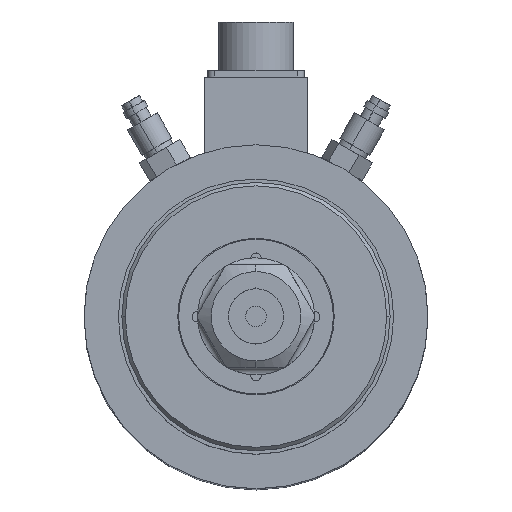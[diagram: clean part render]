
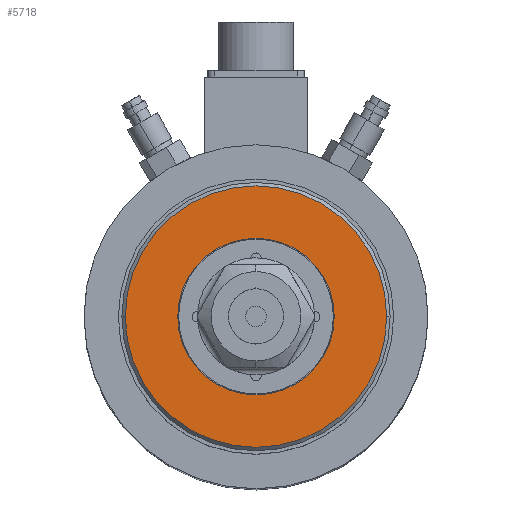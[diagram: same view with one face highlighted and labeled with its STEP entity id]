
A CAD part, top view. The second image highlights one B-rep face of the part: STEP entity #5718.
In plain terms, the highlighted planar face has unit normal (0, 0, 1).
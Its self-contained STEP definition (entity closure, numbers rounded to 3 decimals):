
#61 = EDGE_CURVE ( 'NONE', #6031, #7118, #4865, .T. ) ;
#365 = PLANE ( 'NONE',  #5901 ) ;
#765 = ORIENTED_EDGE ( 'NONE', *, *, #61, .F. ) ;
#820 = FACE_OUTER_BOUND ( 'NONE', #7574, .T. ) ;
#956 = DIRECTION ( 'NONE',  ( 1., 0., 0. ) ) ;
#1014 = CARTESIAN_POINT ( 'NONE',  ( 0., 0., 10. ) ) ;
#1062 = DIRECTION ( 'NONE',  ( 0., 0., 1. ) ) ;
#1451 = FACE_BOUND ( 'NONE', #6543, .T. ) ;
#1552 = CARTESIAN_POINT ( 'NONE',  ( 0., 0., 10. ) ) ;
#1714 = EDGE_CURVE ( 'NONE', #2581, #3602, #2819, .T. ) ;
#1867 = CARTESIAN_POINT ( 'NONE',  ( 0., 0., 10. ) ) ;
#2107 = ORIENTED_EDGE ( 'NONE', *, *, #5646, .T. ) ;
#2314 = CARTESIAN_POINT ( 'NONE',  ( 0., 0., 10. ) ) ;
#2336 = DIRECTION ( 'NONE',  ( 0., 0., 1. ) ) ;
#2507 = DIRECTION ( 'NONE',  ( 1., 0., 0. ) ) ;
#2581 = VERTEX_POINT ( 'NONE', #2997 ) ;
#2632 = CARTESIAN_POINT ( 'NONE',  ( 0., 0., 10. ) ) ;
#2819 = CIRCLE ( 'NONE', #4886, 38. ) ;
#2997 = CARTESIAN_POINT ( 'NONE',  ( -38., 0., 10. ) ) ;
#3040 = EDGE_CURVE ( 'NONE', #7118, #6031, #4166, .T. ) ;
#3240 = CARTESIAN_POINT ( 'NONE',  ( 38., 0., 10. ) ) ;
#3602 = VERTEX_POINT ( 'NONE', #3240 ) ;
#3848 = DIRECTION ( 'NONE',  ( 0., 0., 1. ) ) ;
#4166 = CIRCLE ( 'NONE', #4208, 22.75 ) ;
#4208 = AXIS2_PLACEMENT_3D ( 'NONE', #2314, #2336, #4301 ) ;
#4281 = DIRECTION ( 'NONE',  ( 1., 0., 0. ) ) ;
#4301 = DIRECTION ( 'NONE',  ( 1., 0., 0. ) ) ;
#4486 = DIRECTION ( 'NONE',  ( 0., 0., 1. ) ) ;
#4491 = DIRECTION ( 'NONE',  ( 1., 0., 0. ) ) ;
#4740 = AXIS2_PLACEMENT_3D ( 'NONE', #2632, #3848, #4281 ) ;
#4865 = CIRCLE ( 'NONE', #6193, 22.75 ) ;
#4886 = AXIS2_PLACEMENT_3D ( 'NONE', #1867, #6552, #2507 ) ;
#5343 = ORIENTED_EDGE ( 'NONE', *, *, #1714, .T. ) ;
#5499 = CARTESIAN_POINT ( 'NONE',  ( -22.75, 0., 10. ) ) ;
#5646 = EDGE_CURVE ( 'NONE', #3602, #2581, #5998, .T. ) ;
#5718 = ADVANCED_FACE ( 'NONE', ( #1451, #820 ), #365, .T. ) ;
#5831 = CARTESIAN_POINT ( 'NONE',  ( 22.75, 0., 10. ) ) ;
#5901 = AXIS2_PLACEMENT_3D ( 'NONE', #1552, #4486, #956 ) ;
#5998 = CIRCLE ( 'NONE', #4740, 38. ) ;
#6031 = VERTEX_POINT ( 'NONE', #5499 ) ;
#6055 = ORIENTED_EDGE ( 'NONE', *, *, #3040, .F. ) ;
#6193 = AXIS2_PLACEMENT_3D ( 'NONE', #1014, #1062, #4491 ) ;
#6543 = EDGE_LOOP ( 'NONE', ( #6055, #765 ) ) ;
#6552 = DIRECTION ( 'NONE',  ( 0., 0., 1. ) ) ;
#7118 = VERTEX_POINT ( 'NONE', #5831 ) ;
#7574 = EDGE_LOOP ( 'NONE', ( #5343, #2107 ) ) ;
